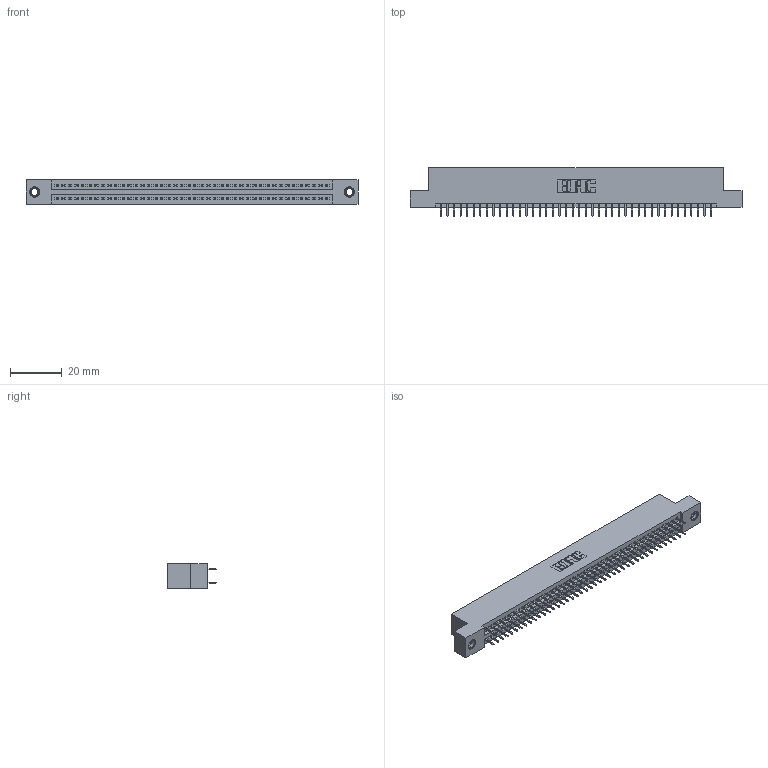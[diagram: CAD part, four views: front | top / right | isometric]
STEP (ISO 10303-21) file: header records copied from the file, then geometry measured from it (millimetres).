
FILE_DESCRIPTION (( 'STEP AP203' ), '1' );
FILE_NAME ('845-084-525-207.STEP', '2020-09-24T01:36:10', ( '' ), ( '' ), 'SwSTEP 2.0', 'SolidWorks 2020', '' );
FILE_SCHEMA (( 'CONFIG_CONTROL_DESIGN' ));
Length unit declared in the file: inch
Products named in the file (4): 345-250-001_345-250-005-103; 845-084-525-207; 345-292-001_345-293-125; 845 Part_Flush Mounting Lugs - 0.156 Dia-TI
Assembly tree (87 placements, depth 2):
  845-084-525-207
    845 Part_Flush Mounting Lugs - 0.156 Dia-TI
    345-292-001_345-293-125  x84
    345-250-001_345-250-005-103  x2
Bounding box: 127.89 x 18.72 x 9.4 mm (x, y, z)
Volume: 12271.5 mm3; surface area: 17750.6 mm2
Topology: 87 solids, 87 shells, 4722 faces, 13329 edges, 8542 vertices
Faces by surface type: plane 3388, cylinder 1318, cone 12, torus 4
Entity records: 34214 total; most frequent: CARTESIAN_POINT 5715, ORIENTED_EDGE 5642, DIRECTION 5067, EDGE_CURVE 2821, VECTOR 2505, LINE 2505, VERTEX_POINT 1872, AXIS2_PLACEMENT_3D 1281
